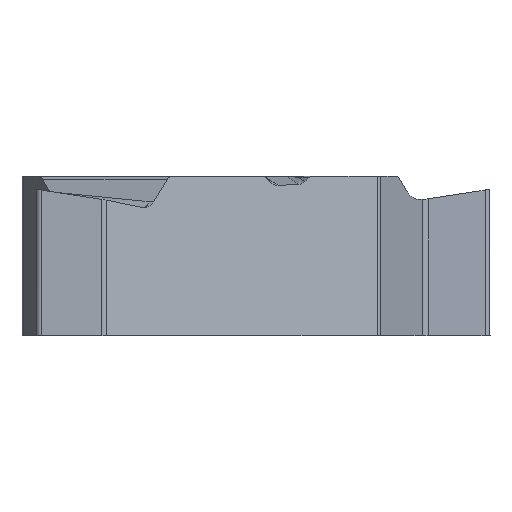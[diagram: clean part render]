
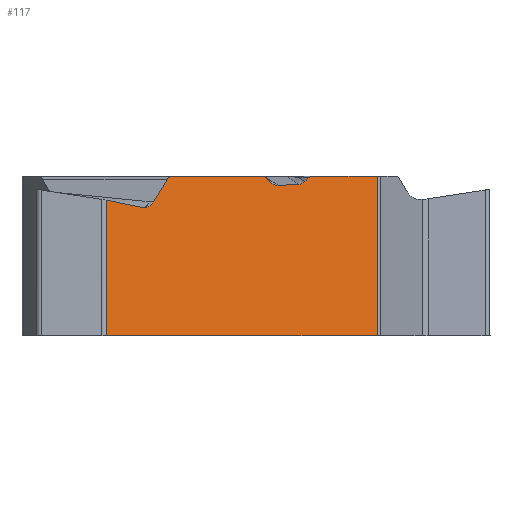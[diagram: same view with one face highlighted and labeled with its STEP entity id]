
A CAD part, front view. The second image highlights one B-rep face of the part: STEP entity #117.
In plain terms, the highlighted planar face has unit normal (0.5, -0.866, 0).
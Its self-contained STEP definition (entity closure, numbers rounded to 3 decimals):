
#117=ADVANCED_FACE('',(#238),#201,.F.);
#201=PLANE('',#1742);
#238=FACE_OUTER_BOUND('',#324,.T.);
#324=EDGE_LOOP('',(#571,#572,#573,#574,#575,#576,#577,#578,#579,#580,#581,
#582,#583,#584,#585,#586,#587,#588));
#417=CIRCLE('',#1740,0.329);
#476=ELLIPSE('',#1736,0.15,0.15);
#477=ELLIPSE('',#1737,0.167,0.15);
#478=ELLIPSE('',#1738,0.177,0.15);
#479=ELLIPSE('',#1739,0.389,0.33);
#480=ELLIPSE('',#1741,0.379,0.33);
#571=ORIENTED_EDGE('',*,*,#1194,.T.);
#572=ORIENTED_EDGE('',*,*,#1195,.F.);
#573=ORIENTED_EDGE('',*,*,#1196,.T.);
#574=ORIENTED_EDGE('',*,*,#1197,.F.);
#575=ORIENTED_EDGE('',*,*,#1198,.F.);
#576=ORIENTED_EDGE('',*,*,#1199,.F.);
#577=ORIENTED_EDGE('',*,*,#1200,.F.);
#578=ORIENTED_EDGE('',*,*,#1201,.F.);
#579=ORIENTED_EDGE('',*,*,#1202,.F.);
#580=ORIENTED_EDGE('',*,*,#1203,.F.);
#581=ORIENTED_EDGE('',*,*,#1204,.F.);
#582=ORIENTED_EDGE('',*,*,#1205,.F.);
#583=ORIENTED_EDGE('',*,*,#1206,.F.);
#584=ORIENTED_EDGE('',*,*,#1207,.F.);
#585=ORIENTED_EDGE('',*,*,#1208,.T.);
#586=ORIENTED_EDGE('',*,*,#1209,.T.);
#587=ORIENTED_EDGE('',*,*,#1210,.T.);
#588=ORIENTED_EDGE('',*,*,#1211,.F.);
#1029=VERTEX_POINT('',#2883);
#1030=VERTEX_POINT('',#2884);
#1031=VERTEX_POINT('',#2886);
#1032=VERTEX_POINT('',#2888);
#1033=VERTEX_POINT('',#2890);
#1034=VERTEX_POINT('',#2892);
#1035=VERTEX_POINT('',#2894);
#1036=VERTEX_POINT('',#2908);
#1037=VERTEX_POINT('',#2910);
#1038=VERTEX_POINT('',#2924);
#1039=VERTEX_POINT('',#2926);
#1040=VERTEX_POINT('',#2928);
#1041=VERTEX_POINT('',#2930);
#1042=VERTEX_POINT('',#2932);
#1043=VERTEX_POINT('',#2934);
#1044=VERTEX_POINT('',#2936);
#1045=VERTEX_POINT('',#2938);
#1046=VERTEX_POINT('',#2940);
#1194=EDGE_CURVE('',#1029,#1030,#1403,.T.);
#1195=EDGE_CURVE('',#1031,#1030,#1404,.T.);
#1196=EDGE_CURVE('',#1031,#1032,#1405,.T.);
#1197=EDGE_CURVE('',#1033,#1032,#1406,.T.);
#1198=EDGE_CURVE('',#1034,#1033,#476,.T.);
#1199=EDGE_CURVE('',#1035,#1034,#1407,.T.);
#1200=EDGE_CURVE('',#1036,#1035,#1650,.T.);
#1201=EDGE_CURVE('',#1037,#1036,#1408,.T.);
#1202=EDGE_CURVE('',#1038,#1037,#1651,.T.);
#1203=EDGE_CURVE('',#1039,#1038,#1409,.T.);
#1204=EDGE_CURVE('',#1040,#1039,#477,.T.);
#1205=EDGE_CURVE('',#1041,#1040,#1410,.T.);
#1206=EDGE_CURVE('',#1042,#1041,#478,.T.);
#1207=EDGE_CURVE('',#1043,#1042,#1411,.T.);
#1208=EDGE_CURVE('',#1043,#1044,#479,.T.);
#1209=EDGE_CURVE('',#1044,#1045,#417,.T.);
#1210=EDGE_CURVE('',#1045,#1046,#480,.T.);
#1211=EDGE_CURVE('',#1029,#1046,#1412,.T.);
#1403=LINE('',#2882,#1535);
#1404=LINE('',#2885,#1536);
#1405=LINE('',#2887,#1537);
#1406=LINE('',#2889,#1538);
#1407=LINE('',#2893,#1539);
#1408=LINE('',#2909,#1540);
#1409=LINE('',#2925,#1541);
#1410=LINE('',#2929,#1542);
#1411=LINE('',#2933,#1543);
#1412=LINE('',#2941,#1544);
#1535=VECTOR('',#1976,1.);
#1536=VECTOR('',#1977,1.);
#1537=VECTOR('',#1978,1.);
#1538=VECTOR('',#1979,1.);
#1539=VECTOR('',#1982,1.);
#1540=VECTOR('',#1983,1.);
#1541=VECTOR('',#1984,1.);
#1542=VECTOR('',#1987,1.);
#1543=VECTOR('',#1990,1.);
#1544=VECTOR('',#1997,1.);
#1650=B_SPLINE_CURVE_WITH_KNOTS('',3,(#2895,#2896,#2897,#2898,#2899,#2900,
#2901,#2902,#2903,#2904,#2905,#2906,#2907),.UNSPECIFIED.,.F.,.F.,(4,3,3,
3,4),(0.,0.249,0.498,0.746,1.),
 .UNSPECIFIED.);
#1651=B_SPLINE_CURVE_WITH_KNOTS('',3,(#2911,#2912,#2913,#2914,#2915,#2916,
#2917,#2918,#2919,#2920,#2921,#2922,#2923),.UNSPECIFIED.,.F.,.F.,(4,3,3,
3,4),(0.,0.234,0.468,0.701,1.),
 .UNSPECIFIED.);
#1736=AXIS2_PLACEMENT_3D('',#2891,#1980,#1981);
#1737=AXIS2_PLACEMENT_3D('',#2927,#1985,#1986);
#1738=AXIS2_PLACEMENT_3D('',#2931,#1988,#1989);
#1739=AXIS2_PLACEMENT_3D('',#2935,#1991,#1992);
#1740=AXIS2_PLACEMENT_3D('',#2937,#1993,#1994);
#1741=AXIS2_PLACEMENT_3D('',#2939,#1995,#1996);
#1742=AXIS2_PLACEMENT_3D('',#2942,#1998,#1999);
#1976=DIRECTION('',(0.,0.,-1.));
#1977=DIRECTION('',(-0.866,-0.5,0.));
#1978=DIRECTION('',(0.,0.,1.));
#1979=DIRECTION('',(0.866,0.5,0.));
#1980=DIRECTION('',(-0.5,0.866,0.));
#1981=DIRECTION('',(0.866,0.5,0.));
#1982=DIRECTION('',(0.658,0.38,0.651));
#1983=DIRECTION('',(0.865,0.5,0.043));
#1984=DIRECTION('',(0.686,0.396,-0.611));
#1985=DIRECTION('',(-0.5,0.866,0.));
#1986=DIRECTION('',(-0.866,-0.5,0.));
#1987=DIRECTION('',(0.866,0.5,0.));
#1988=DIRECTION('',(-0.5,0.866,0.));
#1989=DIRECTION('',(-0.866,-0.5,0.));
#1990=DIRECTION('',(0.497,0.287,0.819));
#1991=DIRECTION('',(-0.5,0.866,0.));
#1992=DIRECTION('',(-0.866,-0.5,0.));
#1993=DIRECTION('',(-0.5,0.866,0.));
#1994=DIRECTION('',(0.,0.,-1.));
#1995=DIRECTION('',(-0.5,0.866,0.));
#1996=DIRECTION('',(0.853,0.492,-0.174));
#1997=DIRECTION('',(0.853,0.492,-0.174));
#1998=DIRECTION('',(-0.5,0.866,0.));
#1999=DIRECTION('',(0.,0.,-1.));
#2882=CARTESIAN_POINT('',(-2.436,-6.906,-5.47));
#2883=CARTESIAN_POINT('',(-2.436,-6.906,-0.236));
#2884=CARTESIAN_POINT('',(-2.436,-6.906,-3.97));
#2885=CARTESIAN_POINT('',(-0.367,-5.711,-3.97));
#2886=CARTESIAN_POINT('',(5.028,-2.596,-3.97));
#2887=CARTESIAN_POINT('',(5.028,-2.596,3.42));
#2888=CARTESIAN_POINT('',(5.028,-2.596,0.42));
#2889=CARTESIAN_POINT('',(-0.367,-5.711,0.42));
#2890=CARTESIAN_POINT('',(3.222,-3.639,0.42));
#2891=CARTESIAN_POINT('',(3.222,-3.639,0.27));
#2892=CARTESIAN_POINT('',(3.137,-3.688,0.384));
#2893=CARTESIAN_POINT('',(0.953,-4.949,-1.778));
#2894=CARTESIAN_POINT('',(3.029,-3.75,0.277));
#2895=CARTESIAN_POINT('',(2.857,-3.85,0.198));
#2896=CARTESIAN_POINT('',(2.873,-3.841,0.199));
#2897=CARTESIAN_POINT('',(2.888,-3.832,0.202));
#2898=CARTESIAN_POINT('',(2.904,-3.823,0.205));
#2899=CARTESIAN_POINT('',(2.919,-3.814,0.209));
#2900=CARTESIAN_POINT('',(2.934,-3.805,0.214));
#2901=CARTESIAN_POINT('',(2.949,-3.797,0.221));
#2902=CARTESIAN_POINT('',(2.963,-3.789,0.228));
#2903=CARTESIAN_POINT('',(2.977,-3.78,0.236));
#2904=CARTESIAN_POINT('',(2.99,-3.773,0.245));
#2905=CARTESIAN_POINT('',(3.004,-3.765,0.254));
#2906=CARTESIAN_POINT('',(3.017,-3.757,0.265));
#2907=CARTESIAN_POINT('',(3.029,-3.75,0.277));
#2908=CARTESIAN_POINT('',(2.857,-3.85,0.198));
#2909=CARTESIAN_POINT('',(-0.368,-5.712,0.04));
#2910=CARTESIAN_POINT('',(2.296,-4.173,0.171));
#2911=CARTESIAN_POINT('',(2.124,-4.273,0.233));
#2912=CARTESIAN_POINT('',(2.136,-4.266,0.222));
#2913=CARTESIAN_POINT('',(2.148,-4.259,0.213));
#2914=CARTESIAN_POINT('',(2.161,-4.252,0.206));
#2915=CARTESIAN_POINT('',(2.173,-4.245,0.198));
#2916=CARTESIAN_POINT('',(2.186,-4.237,0.191));
#2917=CARTESIAN_POINT('',(2.2,-4.229,0.186));
#2918=CARTESIAN_POINT('',(2.214,-4.221,0.181));
#2919=CARTESIAN_POINT('',(2.228,-4.213,0.177));
#2920=CARTESIAN_POINT('',(2.242,-4.205,0.174));
#2921=CARTESIAN_POINT('',(2.26,-4.195,0.171));
#2922=CARTESIAN_POINT('',(2.278,-4.184,0.17));
#2923=CARTESIAN_POINT('',(2.296,-4.173,0.171));
#2924=CARTESIAN_POINT('',(2.124,-4.273,0.233));
#2925=CARTESIAN_POINT('',(4.105,-3.129,-1.532));
#2926=CARTESIAN_POINT('',(1.954,-4.371,0.384));
#2927=CARTESIAN_POINT('',(1.861,-4.425,0.27));
#2928=CARTESIAN_POINT('',(1.861,-4.425,0.42));
#2929=CARTESIAN_POINT('',(5.129,-2.538,0.42));
#2930=CARTESIAN_POINT('',(-0.622,-5.858,0.42));
#2931=CARTESIAN_POINT('',(-0.622,-5.858,0.27));
#2932=CARTESIAN_POINT('',(-0.754,-5.934,0.347));
#2933=CARTESIAN_POINT('',(1.04,-4.899,3.306));
#2934=CARTESIAN_POINT('',(-1.133,-6.153,-0.278));
#2935=CARTESIAN_POINT('',(-1.422,-6.321,-0.11));
#2936=CARTESIAN_POINT('',(-1.372,-6.291,-0.436));
#2937=CARTESIAN_POINT('',(-1.408,-6.312,-0.11));
#2938=CARTESIAN_POINT('',(-1.418,-6.318,-0.439));
#2939=CARTESIAN_POINT('',(-1.421,-6.32,-0.107));
#2940=CARTESIAN_POINT('',(-1.471,-6.348,-0.432));
#2941=CARTESIAN_POINT('',(4.866,-2.69,-1.723));
#2942=CARTESIAN_POINT('',(-0.367,-5.711,0.));
